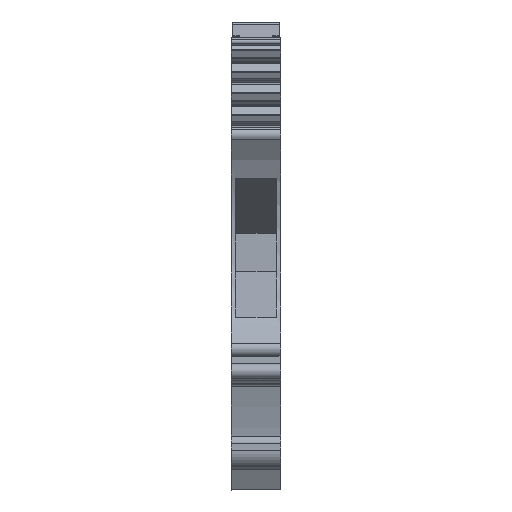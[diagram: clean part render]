
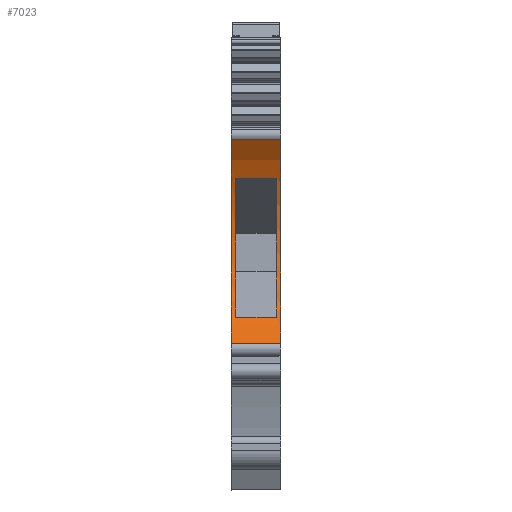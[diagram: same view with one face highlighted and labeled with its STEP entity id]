
A CAD part, front view. The second image highlights one B-rep face of the part: STEP entity #7023.
In plain terms, the highlighted cylindrical face has radius 15.05 mm (diameter 30.1 mm), a partial arc.
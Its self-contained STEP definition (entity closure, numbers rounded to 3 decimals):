
#1100=AXIS2_PLACEMENT_3D('Circle Axis2P3D',#1098,#1099,$) ;
#2687=AXIS2_PLACEMENT_3D('Circle Axis2P3D',#2685,#2686,$) ;
#6976=AXIS2_PLACEMENT_3D('Cylinder Axis2P3D',#6973,#6974,#6975) ;
#7000=AXIS2_PLACEMENT_3D('Circle Axis2P3D',#6998,#6999,$) ;
#7014=AXIS2_PLACEMENT_3D('Circle Axis2P3D',#7012,#7013,$) ;
#1095=CARTESIAN_POINT('Vertex',(0.,4.261,14.969)) ;
#1098=CARTESIAN_POINT('Axis2P3D Location',(0.,-5.549,26.382)) ;
#1102=CARTESIAN_POINT('Vertex',(0.,6.167,35.828)) ;
#2682=CARTESIAN_POINT('Vertex',(5.1,6.167,35.828)) ;
#2685=CARTESIAN_POINT('Axis2P3D Location',(5.1,-5.549,26.382)) ;
#2689=CARTESIAN_POINT('Vertex',(5.1,4.261,14.969)) ;
#6960=CARTESIAN_POINT('Line Origine',(2.55,4.261,14.969)) ;
#6973=CARTESIAN_POINT('Axis2P3D Location',(3.1,-5.549,26.382)) ;
#6978=CARTESIAN_POINT('Line Origine',(3.1,6.167,35.828)) ;
#6989=CARTESIAN_POINT('Line Origine',(3.1,8.472,31.85)) ;
#6993=CARTESIAN_POINT('Vertex',(4.6,8.472,31.85)) ;
#6995=CARTESIAN_POINT('Vertex',(0.5,8.472,31.85)) ;
#6998=CARTESIAN_POINT('Axis2P3D Location',(4.6,-5.549,26.382)) ;
#7002=CARTESIAN_POINT('Vertex',(4.6,6.709,17.65)) ;
#7005=CARTESIAN_POINT('Line Origine',(3.1,6.709,17.65)) ;
#7009=CARTESIAN_POINT('Vertex',(0.5,6.709,17.65)) ;
#7012=CARTESIAN_POINT('Axis2P3D Location',(0.5,-5.549,26.382)) ;
#1099=DIRECTION('Axis2P3D Direction',(-1.,0.,0.)) ;
#2686=DIRECTION('Axis2P3D Direction',(1.,0.,0.)) ;
#6961=DIRECTION('Vector Direction',(-1.,0.,0.)) ;
#6974=DIRECTION('Axis2P3D Direction',(-1.,0.,0.)) ;
#6975=DIRECTION('Axis2P3D XDirection',(0.,0.779,0.628)) ;
#6979=DIRECTION('Vector Direction',(-1.,0.,0.)) ;
#6990=DIRECTION('Vector Direction',(-1.,0.,0.)) ;
#6999=DIRECTION('Axis2P3D Direction',(-1.,0.,0.)) ;
#7006=DIRECTION('Vector Direction',(-1.,0.,0.)) ;
#7013=DIRECTION('Axis2P3D Direction',(-1.,0.,0.)) ;
#6962=VECTOR('Line Direction',#6961,1.) ;
#6980=VECTOR('Line Direction',#6979,1.) ;
#6991=VECTOR('Line Direction',#6990,1.) ;
#7007=VECTOR('Line Direction',#7006,1.) ;
#6984=ORIENTED_EDGE('',*,*,#6964,.T.) ;
#6985=ORIENTED_EDGE('',*,*,#2691,.F.) ;
#6986=ORIENTED_EDGE('',*,*,#6982,.F.) ;
#6987=ORIENTED_EDGE('',*,*,#1104,.F.) ;
#7018=ORIENTED_EDGE('',*,*,#6997,.F.) ;
#7019=ORIENTED_EDGE('',*,*,#7004,.T.) ;
#7020=ORIENTED_EDGE('',*,*,#7011,.T.) ;
#7021=ORIENTED_EDGE('',*,*,#7016,.F.) ;
#7022=FACE_BOUND('',#7017,.T.) ;
#7023=ADVANCED_FACE('Hauptk\X2\00F6\X0\rper',(#6988,#7022),#6977,.F.) ;
#1101=CIRCLE('generated circle',#1100,15.05) ;
#2688=CIRCLE('generated circle',#2687,15.05) ;
#7001=CIRCLE('generated circle',#7000,15.05) ;
#7015=CIRCLE('generated circle',#7014,15.05) ;
#6977=CYLINDRICAL_SURFACE('generated cylinder',#6976,15.05) ;
#1104=EDGE_CURVE('',#1096,#1103,#1101,.F.) ;
#2691=EDGE_CURVE('',#2683,#2690,#2688,.F.) ;
#6964=EDGE_CURVE('',#1096,#2690,#6963,.F.) ;
#6982=EDGE_CURVE('',#1103,#2683,#6981,.F.) ;
#6997=EDGE_CURVE('',#6994,#6996,#6992,.T.) ;
#7004=EDGE_CURVE('',#6994,#7003,#7001,.T.) ;
#7011=EDGE_CURVE('',#7003,#7010,#7008,.T.) ;
#7016=EDGE_CURVE('',#6996,#7010,#7015,.T.) ;
#6983=EDGE_LOOP('',(#6984,#6985,#6986,#6987)) ;
#7017=EDGE_LOOP('',(#7018,#7019,#7020,#7021)) ;
#6988=FACE_OUTER_BOUND('',#6983,.T.) ;
#6963=LINE('Line',#6960,#6962) ;
#6981=LINE('Line',#6978,#6980) ;
#6992=LINE('Line',#6989,#6991) ;
#7008=LINE('Line',#7005,#7007) ;
#1096=VERTEX_POINT('',#1095) ;
#1103=VERTEX_POINT('',#1102) ;
#2683=VERTEX_POINT('',#2682) ;
#2690=VERTEX_POINT('',#2689) ;
#6994=VERTEX_POINT('',#6993) ;
#6996=VERTEX_POINT('',#6995) ;
#7003=VERTEX_POINT('',#7002) ;
#7010=VERTEX_POINT('',#7009) ;
